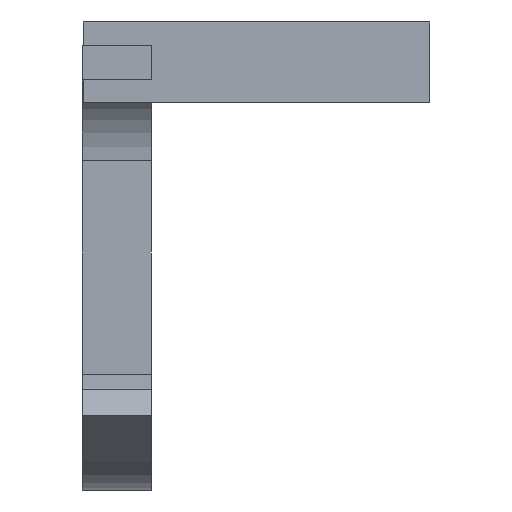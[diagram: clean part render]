
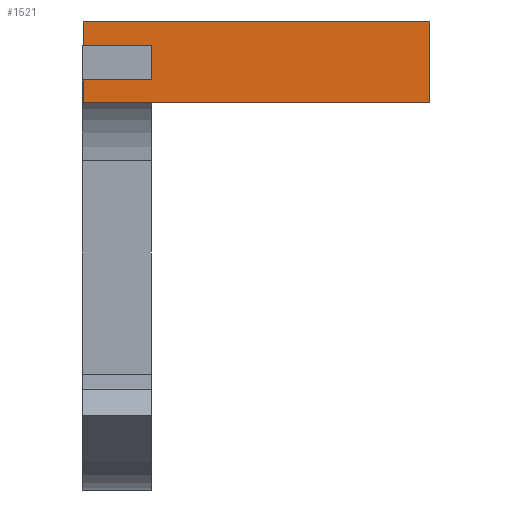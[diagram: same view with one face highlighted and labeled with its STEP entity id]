
A CAD part, left-side view. The second image highlights one B-rep face of the part: STEP entity #1521.
In plain terms, the highlighted planar face has unit normal (-1, 0, 0).
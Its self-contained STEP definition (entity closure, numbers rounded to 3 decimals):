
#6 = ORIENTED_EDGE ( 'NONE', *, *, #760, .F. ) ;
#32 = DIRECTION ( 'NONE',  ( 0., 0., -1. ) ) ;
#35 = CARTESIAN_POINT ( 'NONE',  ( 0., 0., 0. ) ) ;
#87 = DIRECTION ( 'NONE',  ( 0., -1., 0. ) ) ;
#88 = CARTESIAN_POINT ( 'NONE',  ( 0., 0., 14. ) ) ;
#101 = AXIS2_PLACEMENT_3D ( 'NONE', #1421, #622, #901 ) ;
#169 = VECTOR ( 'NONE', #32, 1000. ) ;
#221 = CARTESIAN_POINT ( 'NONE',  ( 0., 0., 4. ) ) ;
#245 = ORIENTED_EDGE ( 'NONE', *, *, #712, .T. ) ;
#305 = ORIENTED_EDGE ( 'NONE', *, *, #1609, .F. ) ;
#330 = VERTEX_POINT ( 'NONE', #1096 ) ;
#353 = ORIENTED_EDGE ( 'NONE', *, *, #1663, .T. ) ;
#356 = EDGE_CURVE ( 'NONE', #330, #1600, #1011, .T. ) ;
#364 = ORIENTED_EDGE ( 'NONE', *, *, #356, .T. ) ;
#367 = LINE ( 'NONE', #1163, #537 ) ;
#381 = VECTOR ( 'NONE', #615, 1000. ) ;
#449 = DIRECTION ( 'NONE',  ( 0., -1., 0. ) ) ;
#459 = CARTESIAN_POINT ( 'NONE',  ( 0., -60., 14. ) ) ;
#483 = FACE_OUTER_BOUND ( 'NONE', #1602, .T. ) ;
#499 = CARTESIAN_POINT ( 'NONE',  ( 0., -11.8, 10. ) ) ;
#501 = VECTOR ( 'NONE', #449, 1000. ) ;
#515 = VECTOR ( 'NONE', #87, 1000. ) ;
#522 = CARTESIAN_POINT ( 'NONE',  ( 0., -11.8, 4. ) ) ;
#537 = VECTOR ( 'NONE', #1050, 1000. ) ;
#567 = EDGE_CURVE ( 'NONE', #976, #1600, #591, .T. ) ;
#591 = LINE ( 'NONE', #459, #169 ) ;
#593 = VERTEX_POINT ( 'NONE', #1256 ) ;
#605 = CARTESIAN_POINT ( 'NONE',  ( 0., 0., 14. ) ) ;
#615 = DIRECTION ( 'NONE',  ( 0., 0., -1. ) ) ;
#622 = DIRECTION ( 'NONE',  ( 1., 0., 0. ) ) ;
#670 = ORIENTED_EDGE ( 'NONE', *, *, #567, .F. ) ;
#712 = EDGE_CURVE ( 'NONE', #1316, #330, #759, .T. ) ;
#749 = CARTESIAN_POINT ( 'NONE',  ( 0., 0., 4. ) ) ;
#759 = LINE ( 'NONE', #88, #1057 ) ;
#760 = EDGE_CURVE ( 'NONE', #593, #976, #1349, .T. ) ;
#893 = CARTESIAN_POINT ( 'NONE',  ( 0., -60., 0. ) ) ;
#901 = DIRECTION ( 'NONE',  ( 0., 1., 0. ) ) ;
#968 = CARTESIAN_POINT ( 'NONE',  ( 0., 0., 10. ) ) ;
#976 = VERTEX_POINT ( 'NONE', #1733 ) ;
#986 = VERTEX_POINT ( 'NONE', #522 ) ;
#1011 = LINE ( 'NONE', #35, #501 ) ;
#1050 = DIRECTION ( 'NONE',  ( 0., 0., 1. ) ) ;
#1057 = VECTOR ( 'NONE', #1301, 1000. ) ;
#1096 = CARTESIAN_POINT ( 'NONE',  ( 0., 0., 0. ) ) ;
#1124 = VERTEX_POINT ( 'NONE', #1544 ) ;
#1147 = LINE ( 'NONE', #968, #1610 ) ;
#1163 = CARTESIAN_POINT ( 'NONE',  ( 0., -11.8, 4. ) ) ;
#1167 = EDGE_CURVE ( 'NONE', #1537, #1124, #1147, .T. ) ;
#1186 = ORIENTED_EDGE ( 'NONE', *, *, #1519, .F. ) ;
#1256 = CARTESIAN_POINT ( 'NONE',  ( 0., 0., 14. ) ) ;
#1301 = DIRECTION ( 'NONE',  ( 0., 0., -1. ) ) ;
#1316 = VERTEX_POINT ( 'NONE', #749 ) ;
#1349 = LINE ( 'NONE', #1500, #1439 ) ;
#1379 = DIRECTION ( 'NONE',  ( 0., 1., 0. ) ) ;
#1421 = CARTESIAN_POINT ( 'NONE',  ( 0., 0., 14. ) ) ;
#1439 = VECTOR ( 'NONE', #1641, 1000. ) ;
#1441 = LINE ( 'NONE', #221, #515 ) ;
#1500 = CARTESIAN_POINT ( 'NONE',  ( 0., 0., 14. ) ) ;
#1519 = EDGE_CURVE ( 'NONE', #986, #1537, #367, .T. ) ;
#1521 = ADVANCED_FACE ( 'NONE', ( #483 ), #1569, .F. ) ;
#1537 = VERTEX_POINT ( 'NONE', #499 ) ;
#1544 = CARTESIAN_POINT ( 'NONE',  ( 0., 0., 10. ) ) ;
#1569 = PLANE ( 'NONE',  #101 ) ;
#1575 = ORIENTED_EDGE ( 'NONE', *, *, #1167, .F. ) ;
#1600 = VERTEX_POINT ( 'NONE', #893 ) ;
#1602 = EDGE_LOOP ( 'NONE', ( #305, #245, #364, #670, #6, #353, #1575, #1186 ) ) ;
#1609 = EDGE_CURVE ( 'NONE', #1316, #986, #1441, .T. ) ;
#1610 = VECTOR ( 'NONE', #1379, 1000. ) ;
#1641 = DIRECTION ( 'NONE',  ( 0., -1., 0. ) ) ;
#1663 = EDGE_CURVE ( 'NONE', #593, #1124, #1720, .T. ) ;
#1720 = LINE ( 'NONE', #605, #381 ) ;
#1733 = CARTESIAN_POINT ( 'NONE',  ( 0., -60., 14. ) ) ;
